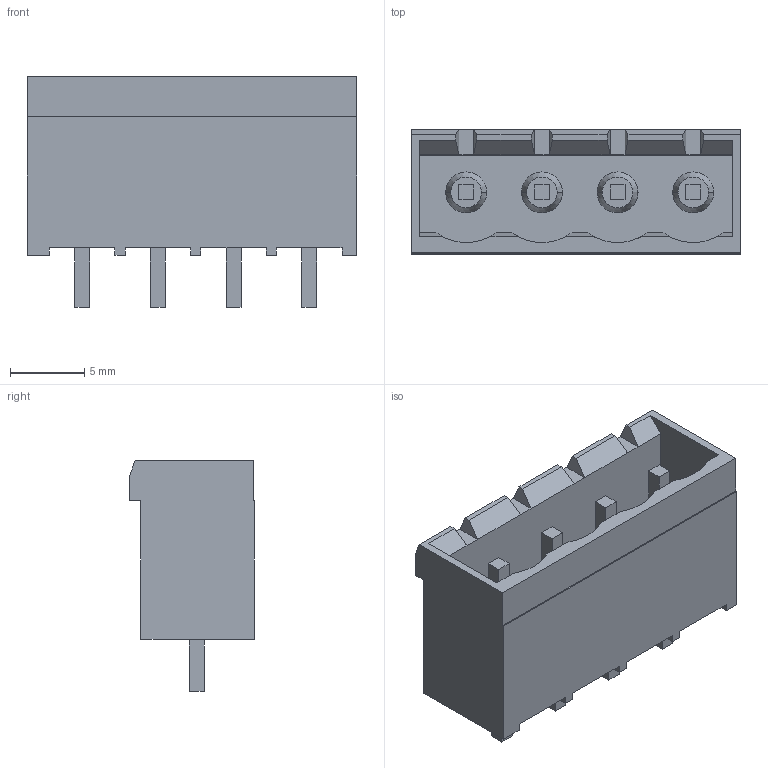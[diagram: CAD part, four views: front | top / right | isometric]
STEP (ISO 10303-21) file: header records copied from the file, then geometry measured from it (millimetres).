
FILE_DESCRIPTION((''),'2;1');
FILE_NAME('C-796636-4','2009-05-28T',('workeradm'),(''),'PRO/ENGINEER BY PARAMETRIC TECHNOLOGY CORPORATION, 2008380','PRO/ENGINEER BY PARAMETRIC TECHNOLOGY CORPORATION, 2008380','');
FILE_SCHEMA(('AUTOMOTIVE_DESIGN { 1 0 10303 214 1 1 1 1 }'));
Length unit declared in the file: millimetre
Products named in the file (1): C-796636-4
Bounding box: 22.14 x 8.35 x 15.5 mm (x, y, z)
Volume: 1034.2 mm3; surface area: 1717.3 mm2
Topology: 1 solids, 1 shells, 121 faces, 305 edges, 198 vertices
Faces by surface type: plane 109, cone 8, cylinder 4
Entity records: 3603 total; most frequent: CARTESIAN_POINT 649, ORIENTED_EDGE 610, DIRECTION 563, EDGE_CURVE 305, VECTOR 273, LINE 273, VERTEX_POINT 198, AXIS2_PLACEMENT_3D 145
